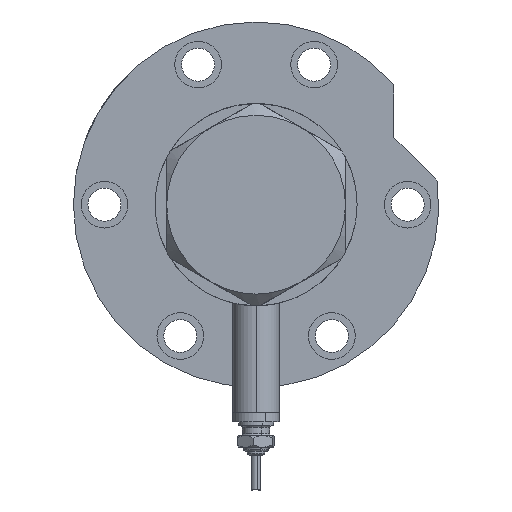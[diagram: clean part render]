
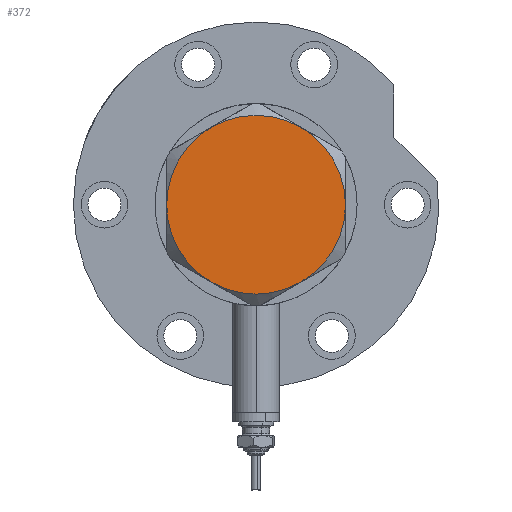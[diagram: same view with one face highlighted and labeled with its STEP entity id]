
A CAD part, left-side view. The second image highlights one B-rep face of the part: STEP entity #372.
In plain terms, the highlighted face is planar.
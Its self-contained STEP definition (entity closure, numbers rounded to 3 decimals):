
#20 = DIRECTION ( 'NONE',  ( 1., 0., 0. ) ) ;
#280 = EDGE_CURVE ( 'NONE', #6466, #3585, #1950, .T. ) ;
#372 = ADVANCED_FACE ( 'NONE', ( #4723 ), #7403, .T. ) ;
#523 = AXIS2_PLACEMENT_3D ( 'NONE', #6353, #7117, #6308 ) ;
#577 = CIRCLE ( 'NONE', #1136, 23. ) ;
#609 = DIRECTION ( 'NONE',  ( 0., 0., 1. ) ) ;
#764 = CARTESIAN_POINT ( 'NONE',  ( 23., 0., 9. ) ) ;
#812 = EDGE_CURVE ( 'NONE', #7882, #6466, #577, .T. ) ;
#937 = CARTESIAN_POINT ( 'NONE',  ( 0., 0., 9. ) ) ;
#993 = EDGE_CURVE ( 'NONE', #3585, #1275, #6718, .T. ) ;
#1136 = AXIS2_PLACEMENT_3D ( 'NONE', #937, #6782, #2981 ) ;
#1205 = CARTESIAN_POINT ( 'NONE',  ( 0., 0., 9. ) ) ;
#1250 = DIRECTION ( 'NONE',  ( 1., 0., 0. ) ) ;
#1253 = AXIS2_PLACEMENT_3D ( 'NONE', #6063, #8689, #1405 ) ;
#1275 = VERTEX_POINT ( 'NONE', #1429 ) ;
#1369 = ORIENTED_EDGE ( 'NONE', *, *, #993, .T. ) ;
#1405 = DIRECTION ( 'NONE',  ( 1., 0., 0. ) ) ;
#1429 = CARTESIAN_POINT ( 'NONE',  ( -11.5, 19.919, 9. ) ) ;
#1580 = ORIENTED_EDGE ( 'NONE', *, *, #812, .T. ) ;
#1817 = CARTESIAN_POINT ( 'NONE',  ( 0., 0., 9. ) ) ;
#1950 = CIRCLE ( 'NONE', #2922, 23. ) ;
#2301 = AXIS2_PLACEMENT_3D ( 'NONE', #2625, #609, #20 ) ;
#2625 = CARTESIAN_POINT ( 'NONE',  ( 0., 0., 9. ) ) ;
#2890 = VERTEX_POINT ( 'NONE', #3325 ) ;
#2897 = EDGE_CURVE ( 'NONE', #4462, #2890, #6201, .T. ) ;
#2922 = AXIS2_PLACEMENT_3D ( 'NONE', #1817, #4471, #7154 ) ;
#2981 = DIRECTION ( 'NONE',  ( 1., 0., 0. ) ) ;
#3325 = CARTESIAN_POINT ( 'NONE',  ( -11.5, -19.919, 9. ) ) ;
#3418 = CIRCLE ( 'NONE', #523, 23. ) ;
#3585 = VERTEX_POINT ( 'NONE', #4683 ) ;
#3622 = DIRECTION ( 'NONE',  ( 1., 0., 0. ) ) ;
#3760 = DIRECTION ( 'NONE',  ( 0., 0., 1. ) ) ;
#3918 = ORIENTED_EDGE ( 'NONE', *, *, #280, .T. ) ;
#4462 = VERTEX_POINT ( 'NONE', #8019 ) ;
#4471 = DIRECTION ( 'NONE',  ( 0., 0., 1. ) ) ;
#4683 = CARTESIAN_POINT ( 'NONE',  ( 11.5, 19.919, 9. ) ) ;
#4723 = FACE_OUTER_BOUND ( 'NONE', #7145, .T. ) ;
#4945 = CARTESIAN_POINT ( 'NONE',  ( 11.5, -19.919, 9. ) ) ;
#5122 = CARTESIAN_POINT ( 'NONE',  ( 0., 0., 9. ) ) ;
#5277 = CIRCLE ( 'NONE', #7104, 23. ) ;
#5359 = EDGE_CURVE ( 'NONE', #1275, #4462, #3418, .T. ) ;
#5501 = ORIENTED_EDGE ( 'NONE', *, *, #5359, .T. ) ;
#6063 = CARTESIAN_POINT ( 'NONE',  ( 0., 0., 9. ) ) ;
#6146 = EDGE_CURVE ( 'NONE', #2890, #7882, #5277, .T. ) ;
#6201 = CIRCLE ( 'NONE', #2301, 23. ) ;
#6308 = DIRECTION ( 'NONE',  ( 1., 0., 0. ) ) ;
#6353 = CARTESIAN_POINT ( 'NONE',  ( 0., 0., 9. ) ) ;
#6434 = AXIS2_PLACEMENT_3D ( 'NONE', #1205, #3760, #1250 ) ;
#6466 = VERTEX_POINT ( 'NONE', #764 ) ;
#6718 = CIRCLE ( 'NONE', #6434, 23. ) ;
#6782 = DIRECTION ( 'NONE',  ( 0., 0., 1. ) ) ;
#7104 = AXIS2_PLACEMENT_3D ( 'NONE', #5122, #7116, #3622 ) ;
#7116 = DIRECTION ( 'NONE',  ( 0., 0., 1. ) ) ;
#7117 = DIRECTION ( 'NONE',  ( 0., 0., 1. ) ) ;
#7145 = EDGE_LOOP ( 'NONE', ( #1580, #3918, #1369, #5501, #7152, #7377 ) ) ;
#7152 = ORIENTED_EDGE ( 'NONE', *, *, #2897, .T. ) ;
#7154 = DIRECTION ( 'NONE',  ( 1., 0., 0. ) ) ;
#7377 = ORIENTED_EDGE ( 'NONE', *, *, #6146, .T. ) ;
#7403 = PLANE ( 'NONE',  #1253 ) ;
#7882 = VERTEX_POINT ( 'NONE', #4945 ) ;
#8019 = CARTESIAN_POINT ( 'NONE',  ( -23., 0., 9. ) ) ;
#8689 = DIRECTION ( 'NONE',  ( 0., 0., 1. ) ) ;
